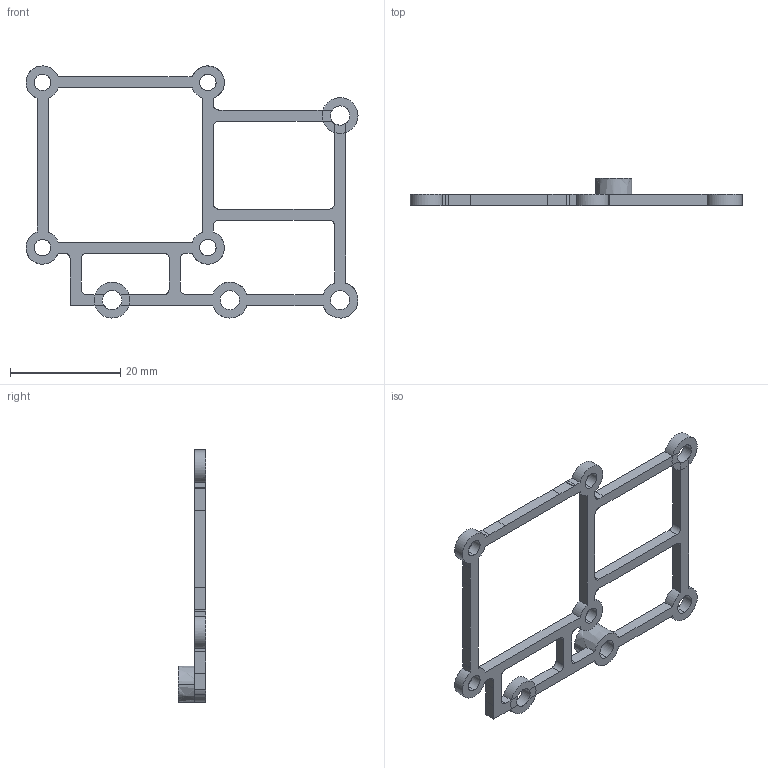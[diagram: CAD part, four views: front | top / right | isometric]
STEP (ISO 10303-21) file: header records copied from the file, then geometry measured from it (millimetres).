
FILE_DESCRIPTION(/* description */ (''),/* implementation_level */ '2;1');
FILE_NAME(/* name */ 'framePCB',/* time_stamp */ '2022-09-05T15:19:35+02:00',/* author */ (''),/* organization */ (''),/* preprocessor_version */ 'ST-DEVELOPER v15',/* originating_system */ '',/* authorisation */ '');
FILE_SCHEMA (('AUTOMOTIVE_DESIGN'));
Length unit declared in the file: millimetre
Products named in the file (1): Document
Bounding box: 60.25 x 5 x 45.75 mm (x, y, z)
Volume: 1295.1 mm3; surface area: 2550.7 mm2
Topology: 1 solids, 1 shells, 110 faces, 336 edges, 219 vertices
Faces by surface type: plane 62, bspline 48
Entity records: 3972 total; most frequent: CARTESIAN_POINT 1976, ORIENTED_EDGE 672, EDGE_CURVE 336, VERTEX_POINT 219, B_SPLINE_CURVE_WITH_KNOTS 189, EDGE_LOOP 125, ADVANCED_FACE 110, FACE_OUTER_BOUND 110
